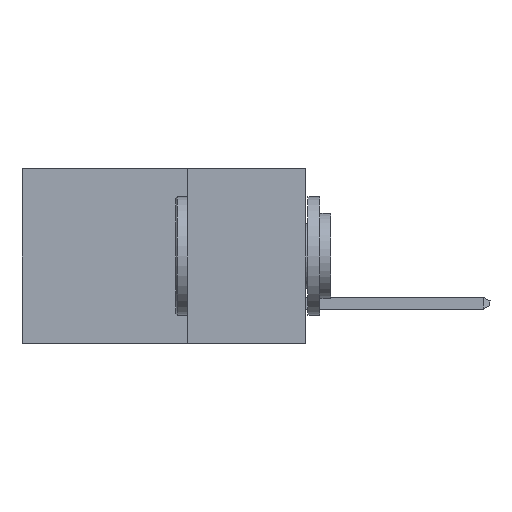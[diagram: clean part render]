
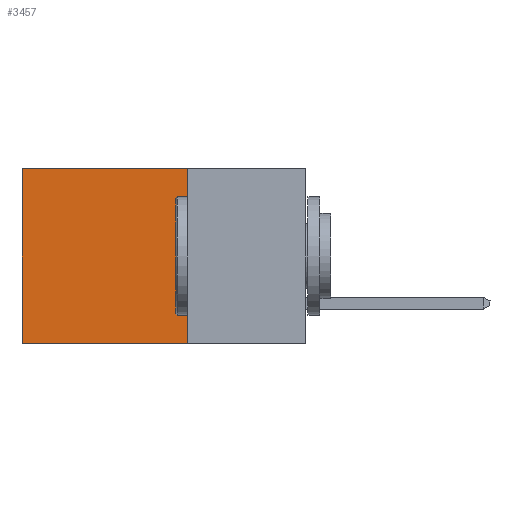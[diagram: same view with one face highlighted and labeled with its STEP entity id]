
A CAD part, left-side view. The second image highlights one B-rep face of the part: STEP entity #3457.
In plain terms, the highlighted planar face has unit normal (-1, 0, 0).
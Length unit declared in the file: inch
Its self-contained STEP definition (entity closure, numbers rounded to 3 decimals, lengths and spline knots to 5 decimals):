
#265 = CARTESIAN_POINT ( 'NONE',  ( 0.2615, 0.25, 0. ) ) ;
#706 = VECTOR ( 'NONE', #9379, 39.37008 ) ;
#832 = ORIENTED_EDGE ( 'NONE', *, *, #7928, .T. ) ;
#962 = CARTESIAN_POINT ( 'NONE',  ( 0.2615, 0.25, -0.37 ) ) ;
#1052 = EDGE_CURVE ( 'NONE', #5977, #11170, #1720, .T. ) ;
#1314 = CARTESIAN_POINT ( 'NONE',  ( 0.2615, 0.6, -0.37 ) ) ;
#1720 = LINE ( 'NONE', #10810, #706 ) ;
#2334 = PLANE ( 'NONE',  #5797 ) ;
#2425 = FACE_OUTER_BOUND ( 'NONE', #9791, .T. ) ;
#2482 = LINE ( 'NONE', #9016, #9075 ) ;
#3429 = ORIENTED_EDGE ( 'NONE', *, *, #12100, .T. ) ;
#3457 = ADVANCED_FACE ( 'NONE', ( #2425 ), #2334, .F. ) ;
#4134 = LINE ( 'NONE', #962, #8393 ) ;
#4691 = VECTOR ( 'NONE', #8863, 39.37008 ) ;
#5513 = EDGE_CURVE ( 'NONE', #11170, #6735, #4134, .T. ) ;
#5649 = DIRECTION ( 'NONE',  ( 1., 0., 0. ) ) ;
#5797 = AXIS2_PLACEMENT_3D ( 'NONE', #10056, #5649, #7965 ) ;
#5821 = LINE ( 'NONE', #11003, #4691 ) ;
#5977 = VERTEX_POINT ( 'NONE', #265 ) ;
#6735 = VERTEX_POINT ( 'NONE', #1314 ) ;
#7490 = ORIENTED_EDGE ( 'NONE', *, *, #1052, .F. ) ;
#7928 = EDGE_CURVE ( 'NONE', #5977, #11527, #2482, .T. ) ;
#7965 = DIRECTION ( 'NONE',  ( 0., 0., -1. ) ) ;
#8393 = VECTOR ( 'NONE', #10715, 39.37008 ) ;
#8863 = DIRECTION ( 'NONE',  ( 0., 0., -1. ) ) ;
#9016 = CARTESIAN_POINT ( 'NONE',  ( 0.2615, 0.25, 0. ) ) ;
#9075 = VECTOR ( 'NONE', #11025, 39.37008 ) ;
#9379 = DIRECTION ( 'NONE',  ( 0., 0., -1. ) ) ;
#9791 = EDGE_LOOP ( 'NONE', ( #3429, #11017, #7490, #832 ) ) ;
#10056 = CARTESIAN_POINT ( 'NONE',  ( 0.2615, 0.25, -0.37 ) ) ;
#10266 = CARTESIAN_POINT ( 'NONE',  ( 0.2615, 0.6, 0. ) ) ;
#10715 = DIRECTION ( 'NONE',  ( 0., 1., 0. ) ) ;
#10810 = CARTESIAN_POINT ( 'NONE',  ( 0.2615, 0.25, -0.37 ) ) ;
#11003 = CARTESIAN_POINT ( 'NONE',  ( 0.2615, 0.6, -0.37 ) ) ;
#11017 = ORIENTED_EDGE ( 'NONE', *, *, #5513, .F. ) ;
#11025 = DIRECTION ( 'NONE',  ( 0., 1., 0. ) ) ;
#11170 = VERTEX_POINT ( 'NONE', #13508 ) ;
#11527 = VERTEX_POINT ( 'NONE', #10266 ) ;
#12100 = EDGE_CURVE ( 'NONE', #11527, #6735, #5821, .T. ) ;
#13508 = CARTESIAN_POINT ( 'NONE',  ( 0.2615, 0.25, -0.37 ) ) ;
